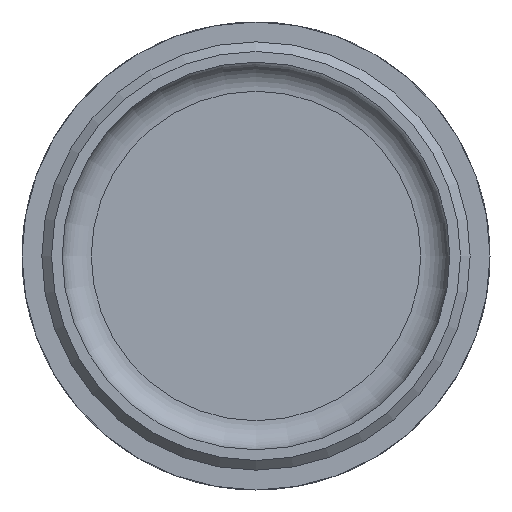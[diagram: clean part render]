
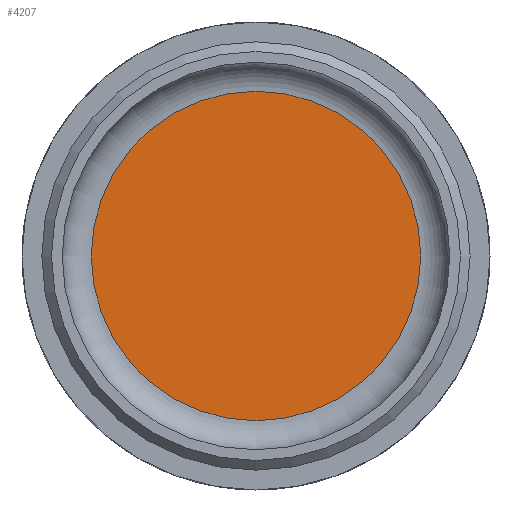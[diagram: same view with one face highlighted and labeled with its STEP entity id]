
A CAD part, front view. The second image highlights one B-rep face of the part: STEP entity #4207.
In plain terms, the highlighted planar face has unit normal (0, -1, 0).
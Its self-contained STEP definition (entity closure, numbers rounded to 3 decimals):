
#224 = PLANE ( 'NONE',  #6227 ) ;
#629 = DIRECTION ( 'NONE',  ( 1., 0., 0. ) ) ;
#1102 = FACE_OUTER_BOUND ( 'NONE', #15271, .T. ) ;
#1931 = AXIS2_PLACEMENT_3D ( 'NONE', #6935, #2022, #629 ) ;
#2022 = DIRECTION ( 'NONE',  ( 0., -1., 0. ) ) ;
#2245 = EDGE_CURVE ( 'NONE', #3500, #3500, #6931, .T. ) ;
#2672 = DIRECTION ( 'NONE',  ( 1., 0., 0. ) ) ;
#3500 = VERTEX_POINT ( 'NONE', #9080 ) ;
#4207 = ADVANCED_FACE ( 'NONE', ( #1102 ), #224, .T. ) ;
#6227 = AXIS2_PLACEMENT_3D ( 'NONE', #11619, #14082, #2672 ) ;
#6931 = CIRCLE ( 'NONE', #1931, 17. ) ;
#6935 = CARTESIAN_POINT ( 'NONE',  ( 0., -1., 0. ) ) ;
#9080 = CARTESIAN_POINT ( 'NONE',  ( 17., -1., 0. ) ) ;
#11619 = CARTESIAN_POINT ( 'NONE',  ( 0., -1., 0. ) ) ;
#14082 = DIRECTION ( 'NONE',  ( 0., -1., 0. ) ) ;
#15271 = EDGE_LOOP ( 'NONE', ( #16419 ) ) ;
#16419 = ORIENTED_EDGE ( 'NONE', *, *, #2245, .T. ) ;
